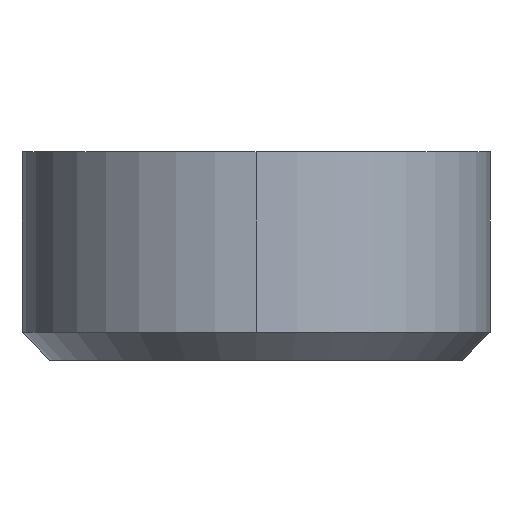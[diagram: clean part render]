
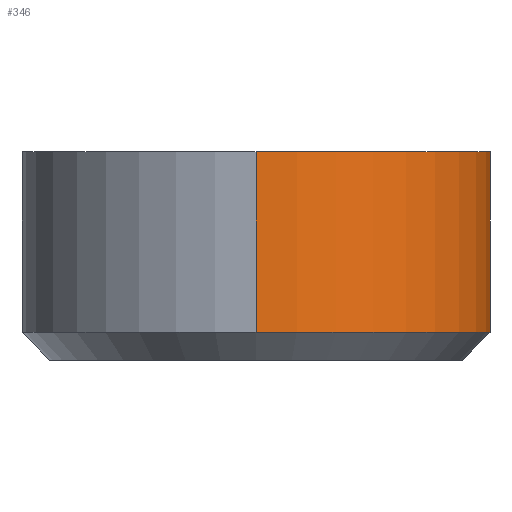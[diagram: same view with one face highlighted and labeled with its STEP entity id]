
A CAD part, left-side view. The second image highlights one B-rep face of the part: STEP entity #346.
In plain terms, the highlighted cylindrical face has radius 16.827 mm (diameter 33.653 mm), a partial arc.
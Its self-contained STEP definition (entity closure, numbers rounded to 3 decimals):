
#38 = CIRCLE ( 'NONE', #1642, 16.827 ) ;
#62 = LINE ( 'NONE', #1653, #1727 ) ;
#106 = CARTESIAN_POINT ( 'NONE',  ( -40.5, 0., -8. ) ) ;
#121 = ORIENTED_EDGE ( 'NONE', *, *, #1497, .T. ) ;
#133 = CARTESIAN_POINT ( 'NONE',  ( -40.5, 0., 5. ) ) ;
#148 = EDGE_CURVE ( 'NONE', #344, #361, #1471, .T. ) ;
#171 = LINE ( 'NONE', #461, #1334 ) ;
#200 = CARTESIAN_POINT ( 'NONE',  ( -40.5, -16.827, -8. ) ) ;
#264 = EDGE_LOOP ( 'NONE', ( #1803, #121, #1019, #1678 ) ) ;
#273 = DIRECTION ( 'NONE',  ( 0., 0., 1. ) ) ;
#284 = VERTEX_POINT ( 'NONE', #591 ) ;
#312 = CARTESIAN_POINT ( 'NONE',  ( -57.327, 0., -8. ) ) ;
#324 = DIRECTION ( 'NONE',  ( -1., 0., 0. ) ) ;
#327 = DIRECTION ( 'NONE',  ( 0., 0., 1. ) ) ;
#344 = VERTEX_POINT ( 'NONE', #312 ) ;
#346 = ADVANCED_FACE ( 'NONE', ( #878 ), #1300, .T. ) ;
#361 = VERTEX_POINT ( 'NONE', #200 ) ;
#461 = CARTESIAN_POINT ( 'NONE',  ( -57.327, 0., 5. ) ) ;
#591 = CARTESIAN_POINT ( 'NONE',  ( -57.327, 0., 5. ) ) ;
#619 = AXIS2_PLACEMENT_3D ( 'NONE', #133, #918, #324 ) ;
#740 = DIRECTION ( 'NONE',  ( 0., 0., -1. ) ) ;
#878 = FACE_OUTER_BOUND ( 'NONE', #264, .T. ) ;
#893 = DIRECTION ( 'NONE',  ( 1., 0., 0. ) ) ;
#918 = DIRECTION ( 'NONE',  ( 0., 0., -1. ) ) ;
#1019 = ORIENTED_EDGE ( 'NONE', *, *, #148, .T. ) ;
#1036 = EDGE_CURVE ( 'NONE', #284, #1703, #38, .T. ) ;
#1109 = CARTESIAN_POINT ( 'NONE',  ( -40.5, -16.827, 5. ) ) ;
#1163 = EDGE_CURVE ( 'NONE', #1703, #361, #62, .T. ) ;
#1214 = DIRECTION ( 'NONE',  ( 0., 0., -1. ) ) ;
#1300 = CYLINDRICAL_SURFACE ( 'NONE', #619, 16.827 ) ;
#1334 = VECTOR ( 'NONE', #740, 1000. ) ;
#1471 = CIRCLE ( 'NONE', #1528, 16.827 ) ;
#1497 = EDGE_CURVE ( 'NONE', #284, #344, #171, .T. ) ;
#1528 = AXIS2_PLACEMENT_3D ( 'NONE', #106, #273, #1786 ) ;
#1602 = CARTESIAN_POINT ( 'NONE',  ( -40.5, 0., 5. ) ) ;
#1642 = AXIS2_PLACEMENT_3D ( 'NONE', #1602, #327, #893 ) ;
#1653 = CARTESIAN_POINT ( 'NONE',  ( -40.5, -16.827, 5. ) ) ;
#1678 = ORIENTED_EDGE ( 'NONE', *, *, #1163, .F. ) ;
#1703 = VERTEX_POINT ( 'NONE', #1109 ) ;
#1727 = VECTOR ( 'NONE', #1214, 1000. ) ;
#1786 = DIRECTION ( 'NONE',  ( -1., 0., 0. ) ) ;
#1803 = ORIENTED_EDGE ( 'NONE', *, *, #1036, .F. ) ;
